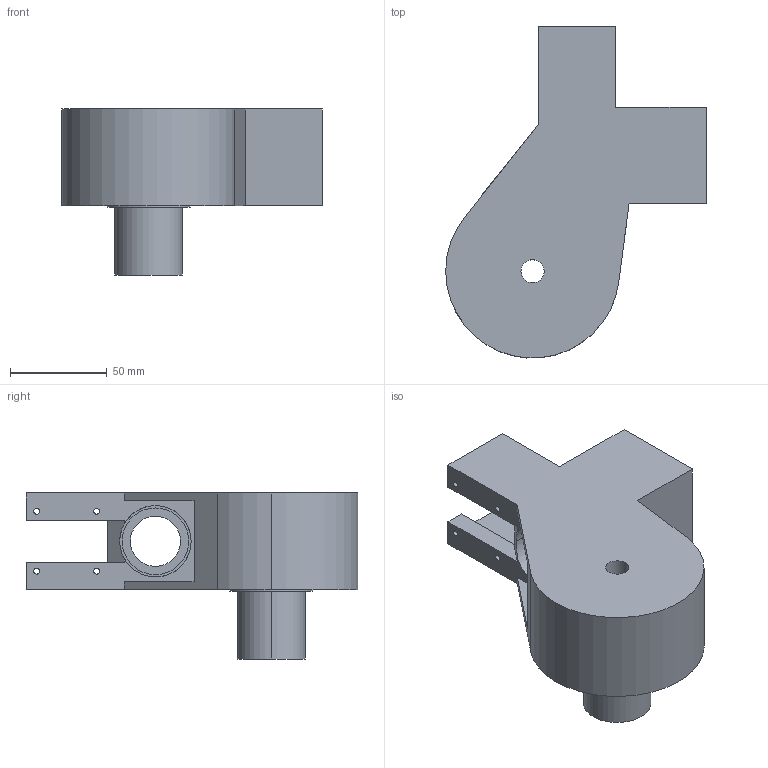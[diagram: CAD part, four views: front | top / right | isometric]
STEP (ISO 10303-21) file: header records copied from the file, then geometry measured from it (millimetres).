
FILE_DESCRIPTION (( 'STEP AP203' ), '1' );
FILE_NAME ('Forearm_2.STEP', '2025-10-30T21:38:14', ( '' ), ( '' ), 'SwSTEP 2.0', 'SolidWorks 2024', '' );
FILE_SCHEMA (( 'CONFIG_CONTROL_DESIGN' ));
Length unit declared in the file: millimetre
Products named in the file (1): Forearm_2
Bounding box: 135 x 171.9 x 86 mm (x, y, z)
Volume: 532799.3 mm3; surface area: 70921.9 mm2
Topology: 1 solids, 1 shells, 72 faces, 177 edges, 118 vertices
Faces by surface type: cylinder 38, plane 34
Entity records: 2258 total; most frequent: DIRECTION 397, CARTESIAN_POINT 374, ORIENTED_EDGE 354, EDGE_CURVE 177, AXIS2_PLACEMENT_3D 149, VERTEX_POINT 118, VECTOR 99, LINE 99
